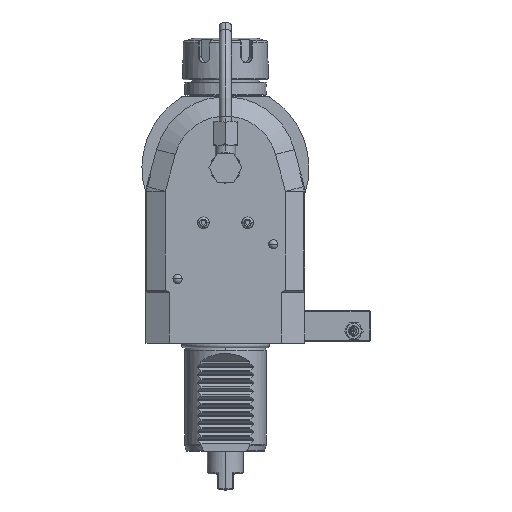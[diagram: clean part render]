
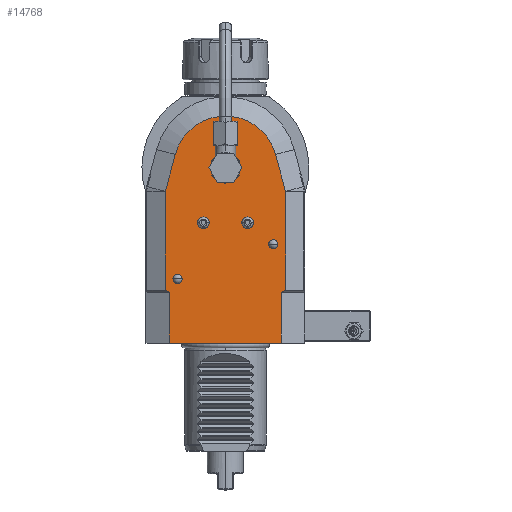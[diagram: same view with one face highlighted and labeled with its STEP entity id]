
A CAD part, top view. The second image highlights one B-rep face of the part: STEP entity #14768.
In plain terms, the highlighted planar face has unit normal (0, 0, 1).
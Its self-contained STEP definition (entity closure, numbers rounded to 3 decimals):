
#581=DIRECTION('',(-1.,0.,0.));
#582=VECTOR('',#581,55.);
#583=CARTESIAN_POINT('',(27.5,-86.,40.));
#584=LINE('',#583,#582);
#757=DIRECTION('',(0.,-1.,0.));
#758=VECTOR('',#757,25.);
#759=CARTESIAN_POINT('',(27.5,-61.,40.));
#760=LINE('',#759,#758);
#761=DIRECTION('',(0.,1.,0.));
#762=VECTOR('',#761,25.);
#763=CARTESIAN_POINT('',(-27.5,-86.,40.));
#764=LINE('',#763,#762);
#765=DIRECTION('',(0.894,-0.447,0.));
#766=VECTOR('',#765,2.236);
#767=CARTESIAN_POINT('',(-29.5,-60.,40.));
#768=LINE('',#767,#766);
#769=DIRECTION('',(0.,-1.,0.));
#770=VECTOR('',#769,48.363);
#771=CARTESIAN_POINT('',(-29.5,-11.637,40.));
#772=LINE('',#771,#770);
#773=CARTESIAN_POINT('',(-29.,-11.637,40.));
#774=DIRECTION('',(0.,0.,1.));
#775=DIRECTION('',(-0.966,0.259,0.));
#776=AXIS2_PLACEMENT_3D('',#773,#774,#775);
#778=DIRECTION('',(-0.259,-0.966,0.));
#779=VECTOR('',#778,18.746);
#780=CARTESIAN_POINT('',(-24.631,6.6,40.));
#781=LINE('',#780,#779);
#782=CARTESIAN_POINT('',(0.,0.,40.));
#783=DIRECTION('',(0.,0.,1.));
#784=DIRECTION('',(0.966,0.259,0.));
#785=AXIS2_PLACEMENT_3D('',#782,#783,#784);
#787=DIRECTION('',(-0.259,0.966,0.));
#788=VECTOR('',#787,18.746);
#789=CARTESIAN_POINT('',(29.483,-11.507,40.));
#790=LINE('',#789,#788);
#791=CARTESIAN_POINT('',(29.,-11.637,40.));
#792=DIRECTION('',(0.,0.,1.));
#793=DIRECTION('',(1.,0.,0.));
#794=AXIS2_PLACEMENT_3D('',#791,#792,#793);
#796=DIRECTION('',(0.,1.,0.));
#797=VECTOR('',#796,48.363);
#798=CARTESIAN_POINT('',(29.5,-60.,40.));
#799=LINE('',#798,#797);
#800=DIRECTION('',(0.894,0.447,0.));
#801=VECTOR('',#800,2.236);
#802=CARTESIAN_POINT('',(27.5,-61.,40.));
#803=LINE('',#802,#801);
#804=CARTESIAN_POINT('',(0.,0.,40.));
#805=DIRECTION('',(0.,0.,1.));
#806=DIRECTION('',(1.,0.,0.));
#807=AXIS2_PLACEMENT_3D('',#804,#805,#806);
#809=CARTESIAN_POINT('',(0.,0.,40.));
#810=DIRECTION('',(0.,0.,1.));
#811=DIRECTION('',(-1.,0.,0.));
#812=AXIS2_PLACEMENT_3D('',#809,#810,#811);
#814=CARTESIAN_POINT('',(10.864,-26.888,40.));
#815=DIRECTION('',(0.,0.,1.));
#816=DIRECTION('',(-1.,0.,0.));
#817=AXIS2_PLACEMENT_3D('',#814,#815,#816);
#819=CARTESIAN_POINT('',(10.864,-26.888,40.));
#820=DIRECTION('',(0.,0.,1.));
#821=DIRECTION('',(1.,0.,0.));
#822=AXIS2_PLACEMENT_3D('',#819,#820,#821);
#824=CARTESIAN_POINT('',(-10.864,-26.888,40.));
#825=DIRECTION('',(0.,0.,1.));
#826=DIRECTION('',(-1.,0.,0.));
#827=AXIS2_PLACEMENT_3D('',#824,#825,#826);
#829=CARTESIAN_POINT('',(-10.864,-26.888,40.));
#830=DIRECTION('',(0.,0.,1.));
#831=DIRECTION('',(1.,0.,0.));
#832=AXIS2_PLACEMENT_3D('',#829,#830,#831);
#834=CARTESIAN_POINT('',(-23.5,-54.5,40.));
#835=DIRECTION('',(0.,0.,-1.));
#836=DIRECTION('',(-1.,0.,0.));
#837=AXIS2_PLACEMENT_3D('',#834,#835,#836);
#839=CARTESIAN_POINT('',(-23.5,-54.5,40.));
#840=DIRECTION('',(0.,0.,-1.));
#841=DIRECTION('',(1.,0.,0.));
#842=AXIS2_PLACEMENT_3D('',#839,#840,#841);
#844=CARTESIAN_POINT('',(23.5,-37.5,40.));
#845=DIRECTION('',(0.,0.,-1.));
#846=DIRECTION('',(-1.,0.,0.));
#847=AXIS2_PLACEMENT_3D('',#844,#845,#846);
#849=CARTESIAN_POINT('',(23.5,-37.5,40.));
#850=DIRECTION('',(0.,0.,-1.));
#851=DIRECTION('',(1.,0.,0.));
#852=AXIS2_PLACEMENT_3D('',#849,#850,#851);
#12893=CARTESIAN_POINT('',(24.631,6.6,40.));
#12894=CARTESIAN_POINT('',(-24.631,6.6,40.));
#12895=VERTEX_POINT('',#12893);
#12896=VERTEX_POINT('',#12894);
#12901=CARTESIAN_POINT('',(-29.483,-11.507,40.));
#12902=VERTEX_POINT('',#12901);
#12903=CARTESIAN_POINT('',(29.483,-11.507,40.));
#12904=VERTEX_POINT('',#12903);
#12905=CARTESIAN_POINT('',(-29.5,-11.637,40.));
#12906=VERTEX_POINT('',#12905);
#12907=CARTESIAN_POINT('',(29.5,-11.637,40.));
#12908=VERTEX_POINT('',#12907);
#12926=CARTESIAN_POINT('',(29.5,-60.,40.));
#12928=VERTEX_POINT('',#12926);
#12935=CARTESIAN_POINT('',(-29.5,-60.,40.));
#12936=VERTEX_POINT('',#12935);
#13215=CARTESIAN_POINT('',(-13.714,-26.888,40.));
#13216=CARTESIAN_POINT('',(-8.014,-26.888,40.));
#13217=VERTEX_POINT('',#13215);
#13218=VERTEX_POINT('',#13216);
#13251=CARTESIAN_POINT('',(8.014,-26.888,40.));
#13252=CARTESIAN_POINT('',(13.714,-26.888,40.));
#13253=VERTEX_POINT('',#13251);
#13254=VERTEX_POINT('',#13252);
#13367=CARTESIAN_POINT('',(27.5,-61.,40.));
#13368=VERTEX_POINT('',#13367);
#13369=CARTESIAN_POINT('',(-27.5,-61.,40.));
#13370=VERTEX_POINT('',#13369);
#13881=CARTESIAN_POINT('',(6.5,0.,40.));
#13882=CARTESIAN_POINT('',(-6.5,0.,40.));
#13883=VERTEX_POINT('',#13881);
#13884=VERTEX_POINT('',#13882);
#14045=CARTESIAN_POINT('',(-25.75,-54.5,40.));
#14046=CARTESIAN_POINT('',(-21.25,-54.5,40.));
#14047=VERTEX_POINT('',#14045);
#14048=VERTEX_POINT('',#14046);
#14051=CARTESIAN_POINT('',(21.25,-37.5,40.));
#14052=CARTESIAN_POINT('',(25.75,-37.5,40.));
#14053=VERTEX_POINT('',#14051);
#14054=VERTEX_POINT('',#14052);
#14057=CARTESIAN_POINT('',(-27.5,-86.,40.));
#14059=VERTEX_POINT('',#14057);
#14062=CARTESIAN_POINT('',(27.5,-86.,40.));
#14064=VERTEX_POINT('',#14062);
#14709=CARTESIAN_POINT('',(0.,0.,40.));
#14710=DIRECTION('',(0.,0.,1.));
#14711=DIRECTION('',(1.,0.,0.));
#14712=AXIS2_PLACEMENT_3D('',#14709,#14710,#14711);
#14713=PLANE('',#14712);
#14715=ORIENTED_EDGE('',*,*,#14714,.T.);
#14716=ORIENTED_EDGE('',*,*,#14671,.T.);
#14717=ORIENTED_EDGE('',*,*,#14700,.T.);
#14719=ORIENTED_EDGE('',*,*,#14718,.F.);
#14721=ORIENTED_EDGE('',*,*,#14720,.F.);
#14723=ORIENTED_EDGE('',*,*,#14722,.F.);
#14725=ORIENTED_EDGE('',*,*,#14724,.F.);
#14727=ORIENTED_EDGE('',*,*,#14726,.F.);
#14729=ORIENTED_EDGE('',*,*,#14728,.F.);
#14731=ORIENTED_EDGE('',*,*,#14730,.F.);
#14733=ORIENTED_EDGE('',*,*,#14732,.F.);
#14735=ORIENTED_EDGE('',*,*,#14734,.F.);
#14736=EDGE_LOOP('',(#14715,#14716,#14717,#14719,#14721,#14723,#14725,#14727,
#14729,#14731,#14733,#14735));
#14737=FACE_OUTER_BOUND('',#14736,.F.);
#14739=ORIENTED_EDGE('',*,*,#14738,.T.);
#14741=ORIENTED_EDGE('',*,*,#14740,.T.);
#14742=EDGE_LOOP('',(#14739,#14741));
#14743=FACE_BOUND('',#14742,.F.);
#14745=ORIENTED_EDGE('',*,*,#14744,.T.);
#14747=ORIENTED_EDGE('',*,*,#14746,.T.);
#14748=EDGE_LOOP('',(#14745,#14747));
#14749=FACE_BOUND('',#14748,.F.);
#14751=ORIENTED_EDGE('',*,*,#14750,.T.);
#14753=ORIENTED_EDGE('',*,*,#14752,.T.);
#14754=EDGE_LOOP('',(#14751,#14753));
#14755=FACE_BOUND('',#14754,.F.);
#14757=ORIENTED_EDGE('',*,*,#14756,.F.);
#14759=ORIENTED_EDGE('',*,*,#14758,.F.);
#14760=EDGE_LOOP('',(#14757,#14759));
#14761=FACE_BOUND('',#14760,.F.);
#14763=ORIENTED_EDGE('',*,*,#14762,.F.);
#14765=ORIENTED_EDGE('',*,*,#14764,.F.);
#14766=EDGE_LOOP('',(#14763,#14765));
#14767=FACE_BOUND('',#14766,.F.);
#777=CIRCLE('',#776,0.5);
#786=CIRCLE('',#785,25.5);
#795=CIRCLE('',#794,0.5);
#808=CIRCLE('',#807,6.5);
#813=CIRCLE('',#812,6.5);
#818=CIRCLE('',#817,2.85);
#823=CIRCLE('',#822,2.85);
#828=CIRCLE('',#827,2.85);
#833=CIRCLE('',#832,2.85);
#838=CIRCLE('',#837,2.25);
#843=CIRCLE('',#842,2.25);
#848=CIRCLE('',#847,2.25);
#853=CIRCLE('',#852,2.25);
#14671=EDGE_CURVE('',#14064,#14059,#584,.T.);
#14700=EDGE_CURVE('',#14059,#13370,#764,.T.);
#14714=EDGE_CURVE('',#13368,#14064,#760,.T.);
#14718=EDGE_CURVE('',#12936,#13370,#768,.T.);
#14720=EDGE_CURVE('',#12906,#12936,#772,.T.);
#14722=EDGE_CURVE('',#12902,#12906,#777,.T.);
#14724=EDGE_CURVE('',#12896,#12902,#781,.T.);
#14726=EDGE_CURVE('',#12895,#12896,#786,.T.);
#14728=EDGE_CURVE('',#12904,#12895,#790,.T.);
#14730=EDGE_CURVE('',#12908,#12904,#795,.T.);
#14732=EDGE_CURVE('',#12928,#12908,#799,.T.);
#14734=EDGE_CURVE('',#13368,#12928,#803,.T.);
#14738=EDGE_CURVE('',#13883,#13884,#808,.T.);
#14740=EDGE_CURVE('',#13884,#13883,#813,.T.);
#14744=EDGE_CURVE('',#13253,#13254,#818,.T.);
#14746=EDGE_CURVE('',#13254,#13253,#823,.T.);
#14750=EDGE_CURVE('',#13217,#13218,#828,.T.);
#14752=EDGE_CURVE('',#13218,#13217,#833,.T.);
#14756=EDGE_CURVE('',#14047,#14048,#838,.T.);
#14758=EDGE_CURVE('',#14048,#14047,#843,.T.);
#14762=EDGE_CURVE('',#14053,#14054,#848,.T.);
#14764=EDGE_CURVE('',#14054,#14053,#853,.T.);
#14768=ADVANCED_FACE('',(#14737,#14743,#14749,#14755,#14761,#14767),#14713,.T.);
